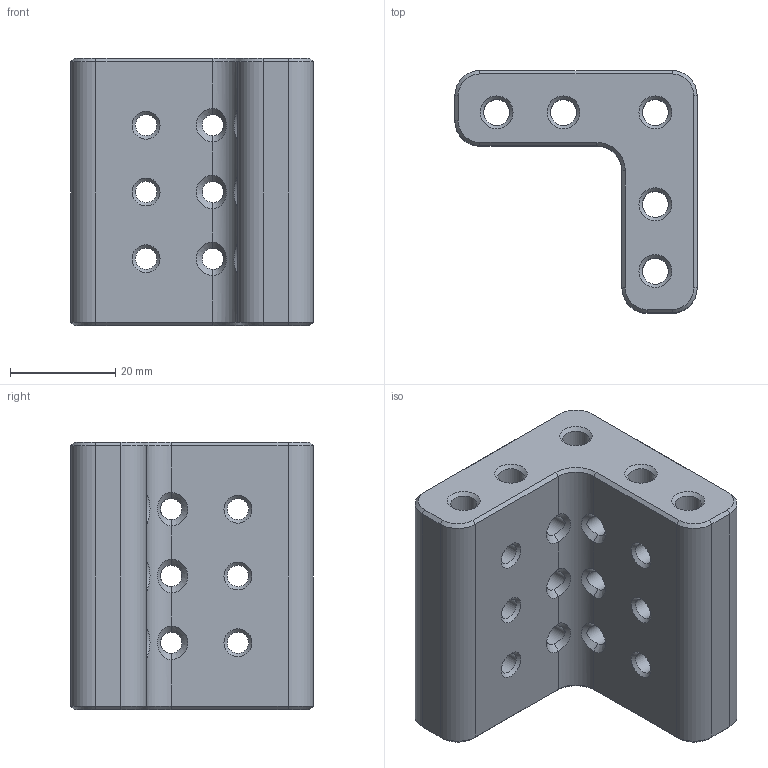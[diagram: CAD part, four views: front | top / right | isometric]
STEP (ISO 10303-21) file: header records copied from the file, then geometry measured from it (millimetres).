
FILE_DESCRIPTION(/* description */ ('STEP AP214'),/* implementation_level */ '2;1');
FILE_NAME(/* name */ '670aad3c03364d2403479fe3',/* time_stamp */ '2024-10-12T17:09:17Z',/* author */ (''),/* organization */ (''),/* preprocessor_version */ 'ST-DEVELOPER v20',/* originating_system */ ' ',/* authorisation */ ' ');
FILE_SCHEMA (('AUTOMOTIVE_DESIGN {1 0 10303 214 3 1 1}'));
Length unit declared in the file: metre
Products named in the file (1): Swerve Corner Block
Bounding box: 46.04 x 46.04 x 50.8 mm (x, y, z)
Volume: 48124.5 mm3; surface area: 16281 mm2
Topology: 1 solids, 1 shells, 95 faces, 233 edges, 134 vertices
Faces by surface type: cone 46, cylinder 23, plane 20, bspline 6
Full cylindrical faces by diameter (mm): 4.039 x12, 4.978 x5
Entity records: 2890 total; most frequent: CARTESIAN_POINT 796, DIRECTION 430, ORIENTED_EDGE 364, EDGE_CURVE 182, AXIS2_PLACEMENT_3D 182, EDGE_LOOP 168, FACE_BOUND 168, VERTEX_POINT 128
